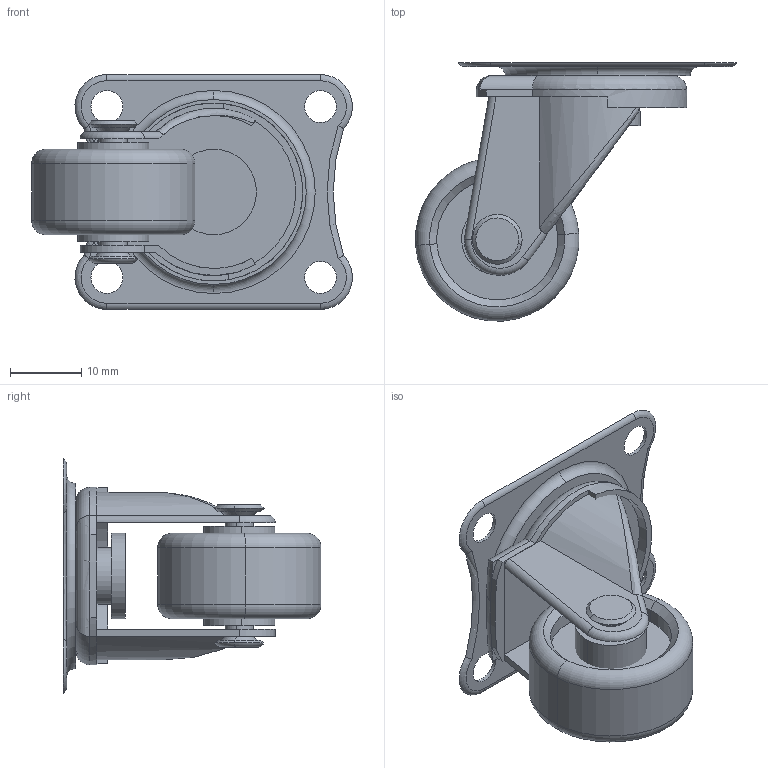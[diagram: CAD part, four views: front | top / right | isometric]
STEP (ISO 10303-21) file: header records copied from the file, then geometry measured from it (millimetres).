
FILE_DESCRIPTION (( 'STEP AP214' ), '1' );
FILE_NAME ('Caster Wheel.STEP', '2019-01-28T18:44:38', ( '' ), ( '' ), 'SwSTEP 2.0', 'SolidWorks 2018', '' );
FILE_SCHEMA (( 'AUTOMOTIVE_DESIGN' ));
Length unit declared in the file: millimetre
Products named in the file (5): holder; Part4; Caster Wheel; caster wheel; caster holder
Assembly tree (4 placements, depth 2):
  Caster Wheel
    caster holder
    holder
    caster wheel
    Part4
Bounding box: 45.08 x 36.24 x 33 mm (x, y, z)
Volume: 8184.4 mm3; surface area: 8865.7 mm2
Topology: 7 solids, 7 shells, 125 faces, 284 edges, 180 vertices
Faces by surface type: cylinder 51, plane 37, torus 20, cone 16, bspline 1
Entity records: 3934 total; most frequent: CARTESIAN_POINT 771, DIRECTION 680, ORIENTED_EDGE 568, AXIS2_PLACEMENT_3D 285, EDGE_CURVE 284, VERTEX_POINT 180, CIRCLE 154, EDGE_LOOP 150
